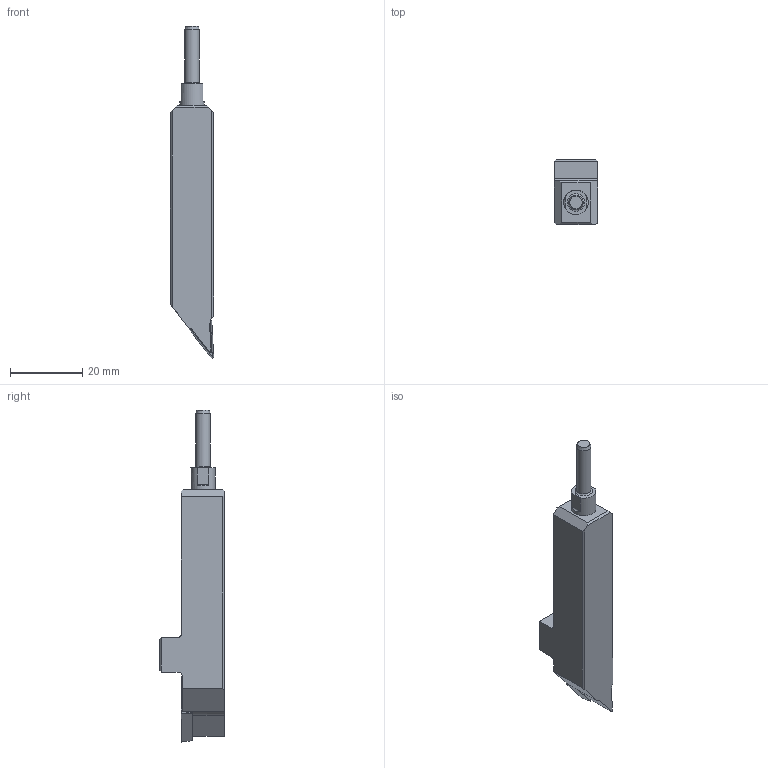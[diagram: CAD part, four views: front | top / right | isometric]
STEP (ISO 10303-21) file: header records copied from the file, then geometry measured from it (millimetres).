
FILE_DESCRIPTION(/* description */ (''),/* implementation_level */ '2;1');
FILE_NAME(/* name */ '1689061873665.stp',/* time_stamp */ '2023-07-11T13:21:22+06:00',/* author */ (''),/* organization */ ('SMS'),/* preprocessor_version */ 'ST-DEVELOPER v16.7',/* originating_system */ 'SIEMENS PLM Software NX 12.0',/* authorisation */ '');
FILE_SCHEMA (('AUTOMOTIVE_DESIGN { 1 0 10303 214 3 1 1 1 }'));
Length unit declared in the file: millimetre
Products named in the file (4): ASSEMBLY_CONSTRUCTION; IsoTurningInsert; 204776897mod000_00; 204776896mod000_00
Assembly tree (3 placements, depth 2):
  204776896mod000_00
    204776897mod000_00
    IsoTurningInsert
    ASSEMBLY_CONSTRUCTION
Bounding box: 12 x 18 x 92 mm (x, y, z)
Volume: 9862.6 mm3; surface area: 4090.8 mm2
Topology: 2 solids, 2 shells, 63 faces, 158 edges, 110 vertices
Faces by surface type: plane 38, cylinder 11, cone 8, torus 5, sphere 1
Full cylindrical faces by diameter (mm): 2.8 x2, 3.45 x1, 4 x1, 6.8 x1
Entity records: 2071 total; most frequent: CARTESIAN_POINT 436, DIRECTION 326, ORIENTED_EDGE 274, EDGE_CURVE 137, AXIS2_PLACEMENT_3D 117, VERTEX_POINT 96, LINE 92, VECTOR 92
